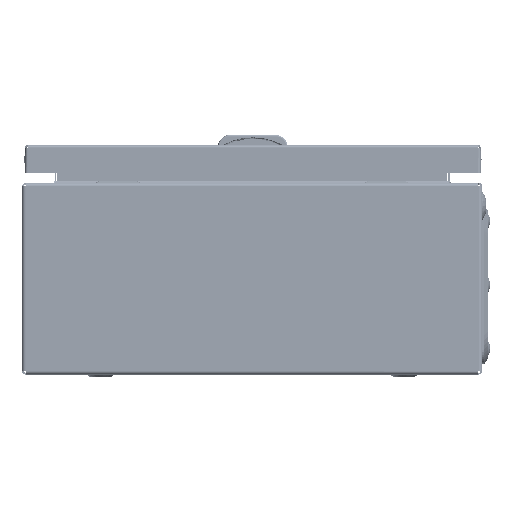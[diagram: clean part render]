
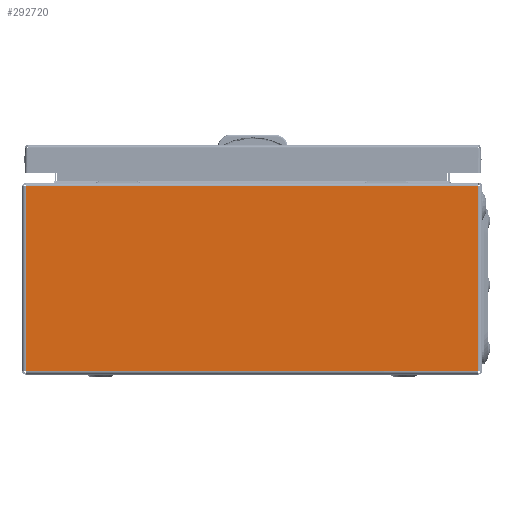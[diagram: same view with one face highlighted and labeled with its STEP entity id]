
A CAD part, left-side view. The second image highlights one B-rep face of the part: STEP entity #292720.
In plain terms, the highlighted planar face has unit normal (-1, 0, 0).
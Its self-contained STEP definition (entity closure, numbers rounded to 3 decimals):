
#514 = CARTESIAN_POINT ( 'NONE',  ( -1.2, 60.1, -147.6 ) ) ;
#4384 = CARTESIAN_POINT ( 'NONE',  ( -1.2, 60.1, -147.6 ) ) ;
#8414 = DIRECTION ( 'NONE',  ( 0., 0., 1. ) ) ;
#15007 = EDGE_CURVE ( 'NONE', #277850, #42270, #124753, .T. ) ;
#21276 = VERTEX_POINT ( 'NONE', #28722 ) ;
#25237 = CARTESIAN_POINT ( 'NONE',  ( -1.2, -60.1, 148.8 ) ) ;
#28722 = CARTESIAN_POINT ( 'NONE',  ( -1.2, 60.1, 147. ) ) ;
#42270 = VERTEX_POINT ( 'NONE', #128200 ) ;
#48432 = VECTOR ( 'NONE', #341230, 1000. ) ;
#58007 = VERTEX_POINT ( 'NONE', #240512 ) ;
#58228 = VECTOR ( 'NONE', #184103, 1000. ) ;
#72205 = ORIENTED_EDGE ( 'NONE', *, *, #156876, .T. ) ;
#74106 = PLANE ( 'NONE',  #145887 ) ;
#79311 = LINE ( 'NONE', #25237, #88207 ) ;
#84107 = EDGE_CURVE ( 'NONE', #21276, #230937, #359074, .T. ) ;
#87190 = EDGE_CURVE ( 'NONE', #230937, #259262, #178418, .T. ) ;
#88207 = VECTOR ( 'NONE', #250994, 1000. ) ;
#105709 = DIRECTION ( 'NONE',  ( 0., 0., 1. ) ) ;
#115283 = VECTOR ( 'NONE', #105709, 1000. ) ;
#124753 = LINE ( 'NONE', #4384, #58228 ) ;
#128200 = CARTESIAN_POINT ( 'NONE',  ( -1.2, -60.1, -147.6 ) ) ;
#131109 = CARTESIAN_POINT ( 'NONE',  ( -1.2, -60.1, -148.8 ) ) ;
#132680 = ORIENTED_EDGE ( 'NONE', *, *, #87190, .F. ) ;
#141813 = CARTESIAN_POINT ( 'NONE',  ( -1.2, -60.1, 147. ) ) ;
#145887 = AXIS2_PLACEMENT_3D ( 'NONE', #131109, #329548, #159708 ) ;
#156876 = EDGE_CURVE ( 'NONE', #21276, #213552, #274718, .T. ) ;
#158983 = CARTESIAN_POINT ( 'NONE',  ( -1.2, 60.1, -147.3 ) ) ;
#159708 = DIRECTION ( 'NONE',  ( 0., 0., -1. ) ) ;
#170469 = VECTOR ( 'NONE', #8414, 1000. ) ;
#175942 = EDGE_LOOP ( 'NONE', ( #303200, #72205, #336957, #274764, #338310, #224629, #132680 ) ) ;
#178388 = CARTESIAN_POINT ( 'NONE',  ( -1.2, -60.1, -147.55 ) ) ;
#178418 = LINE ( 'NONE', #360306, #244941 ) ;
#184103 = DIRECTION ( 'NONE',  ( 0., -1., 0. ) ) ;
#195340 = CARTESIAN_POINT ( 'NONE',  ( -1.2, -60.1, 146.95 ) ) ;
#198657 = CARTESIAN_POINT ( 'NONE',  ( -1.2, 60.1, 147. ) ) ;
#213552 = VERTEX_POINT ( 'NONE', #158983 ) ;
#214073 = CARTESIAN_POINT ( 'NONE',  ( -1.2, 60.1, 147. ) ) ;
#218557 = CARTESIAN_POINT ( 'NONE',  ( -1.2, 60.1, 148.8 ) ) ;
#224629 = ORIENTED_EDGE ( 'NONE', *, *, #344718, .T. ) ;
#230937 = VERTEX_POINT ( 'NONE', #141813 ) ;
#234626 = EDGE_CURVE ( 'NONE', #277850, #213552, #248350, .T. ) ;
#236987 = LINE ( 'NONE', #178388, #170469 ) ;
#240512 = CARTESIAN_POINT ( 'NONE',  ( -1.2, -60.1, -147.55 ) ) ;
#242590 = DIRECTION ( 'NONE',  ( 0., -1., 0. ) ) ;
#244941 = VECTOR ( 'NONE', #331787, 1000. ) ;
#248350 = LINE ( 'NONE', #218557, #115283 ) ;
#250994 = DIRECTION ( 'NONE',  ( 0., 0., -1. ) ) ;
#259262 = VERTEX_POINT ( 'NONE', #195340 ) ;
#266942 = EDGE_CURVE ( 'NONE', #58007, #42270, #79311, .T. ) ;
#274718 = LINE ( 'NONE', #198657, #48432 ) ;
#274764 = ORIENTED_EDGE ( 'NONE', *, *, #15007, .T. ) ;
#277850 = VERTEX_POINT ( 'NONE', #514 ) ;
#283567 = VECTOR ( 'NONE', #242590, 1000. ) ;
#292720 = ADVANCED_FACE ( 'NONE', ( #353786 ), #74106, .F. ) ;
#303200 = ORIENTED_EDGE ( 'NONE', *, *, #84107, .F. ) ;
#329548 = DIRECTION ( 'NONE',  ( 1., 0., 0. ) ) ;
#331787 = DIRECTION ( 'NONE',  ( 0., 0., -1. ) ) ;
#336957 = ORIENTED_EDGE ( 'NONE', *, *, #234626, .F. ) ;
#338310 = ORIENTED_EDGE ( 'NONE', *, *, #266942, .F. ) ;
#341230 = DIRECTION ( 'NONE',  ( 0., 0., -1. ) ) ;
#344718 = EDGE_CURVE ( 'NONE', #58007, #259262, #236987, .T. ) ;
#353786 = FACE_OUTER_BOUND ( 'NONE', #175942, .T. ) ;
#359074 = LINE ( 'NONE', #214073, #283567 ) ;
#360306 = CARTESIAN_POINT ( 'NONE',  ( -1.2, -60.1, 148.8 ) ) ;
